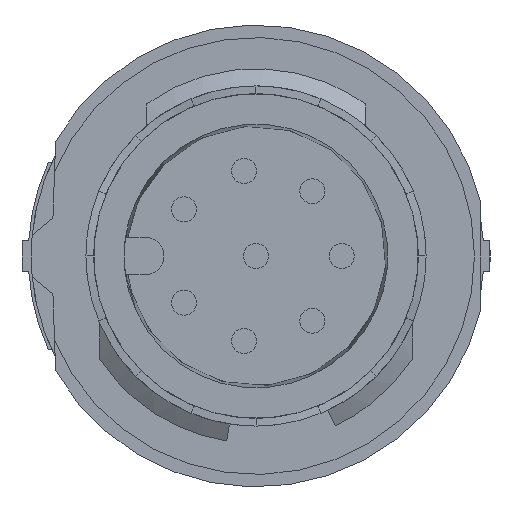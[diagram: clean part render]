
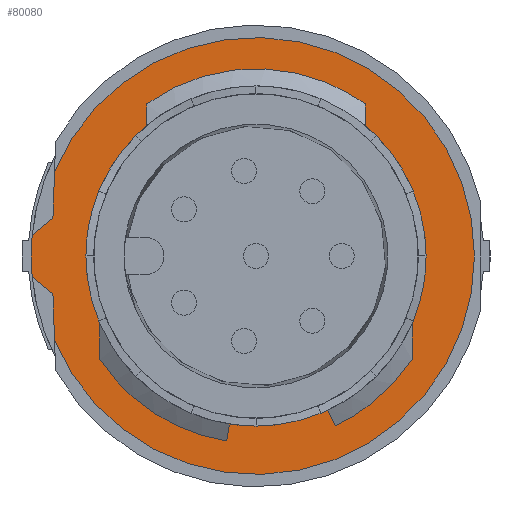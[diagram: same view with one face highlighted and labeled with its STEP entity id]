
A CAD part, left-side view. The second image highlights one B-rep face of the part: STEP entity #80080.
In plain terms, the highlighted planar face has unit normal (-1, 0, 0).
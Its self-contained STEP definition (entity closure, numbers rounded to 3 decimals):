
#76940=CARTESIAN_POINT('',(-37.678,7.2,
0.));
#76950=VERTEX_POINT('',#76940);
#76980=CARTESIAN_POINT('',(-37.678,0.,
0.));
#76990=DIRECTION('',(1.,0.,0.));
#77000=DIRECTION('',(0.,1.,0.));
#77010=AXIS2_PLACEMENT_3D('',#76980,#76990,#77000);
#77020=CIRCLE('',#77010,7.2);
#77030=CARTESIAN_POINT('',(-37.678,7.168,
-0.675));
#77040=VERTEX_POINT('',#77030);
#77050=EDGE_CURVE('',#77040,#76950,#77020,.T.);
#77940=CARTESIAN_POINT('',(-37.678,-6.975,
-12.128));
#77950=DIRECTION('',(0.,0.777,
0.629));
#77960=VECTOR('',#77950,1.);
#77970=LINE('',#77940,#77960);
#77980=CARTESIAN_POINT('',(-37.678,6.507,
-1.21));
#77990=VERTEX_POINT('',#77980);
#78000=EDGE_CURVE('',#77990,#77040,#77970,.T.);
#78270=CARTESIAN_POINT('',(-37.678,6.55,
0.));
#78280=DIRECTION('',(0.,0.035,
0.999));
#78290=VECTOR('',#78280,1.);
#78300=LINE('',#78270,#78290);
#78310=CARTESIAN_POINT('',(-37.678,6.455,
-2.708));
#78320=VERTEX_POINT('',#78310);
#78330=EDGE_CURVE('',#78320,#77990,#78300,.T.);
#79380=CARTESIAN_POINT('',(-37.678,0.,
0.));
#79390=DIRECTION('',(-1.,0.,0.));
#79400=DIRECTION('',(0.,0.,-1.));
#79410=AXIS2_PLACEMENT_3D('',#79380,#79390,#79400);
#79420=CIRCLE('',#79410,7.);
#79430=CARTESIAN_POINT('',(-37.678,6.455,
2.708));
#79440=VERTEX_POINT('',#79430);
#79450=EDGE_CURVE('',#78320,#79440,#79420,.T.);
#79640=CARTESIAN_POINT('',(-37.678,-6.225,
0.));
#79650=DIRECTION('',(-1.,0.,0.));
#79660=DIRECTION('',(0.,0.,-1.));
#79670=AXIS2_PLACEMENT_3D('',#79640,#79650,#79660);
#79680=PLANE('',#79670);
#79690=CARTESIAN_POINT('',(-37.678,0.,
0.));
#79700=DIRECTION('',(1.,0.,0.));
#79710=DIRECTION('',(0.,0.966,
0.259));
#79720=AXIS2_PLACEMENT_3D('',#79690,#79700,#79710);
#79730=CIRCLE('',#79720,5.45);
#79740=CARTESIAN_POINT('',(-37.678,5.264,
1.411));
#79750=VERTEX_POINT('',#79740);
#79760=CARTESIAN_POINT('',(-37.678,-5.264,
-1.411));
#79770=VERTEX_POINT('',#79760);
#79780=EDGE_CURVE('',#79750,#79770,#79730,.T.);
#79790=ORIENTED_EDGE('',*,*,#79780,.T.);
#79800=EDGE_CURVE('',#79770,#79750,#79730,.T.);
#79810=ORIENTED_EDGE('',*,*,#79800,.T.);
#79820=EDGE_LOOP('',(#79810,#79790));
#79830=FACE_BOUND('',#79820,.T.);
#79840=CARTESIAN_POINT('',(-37.678,-6.975,
12.128));
#79850=DIRECTION('',(0.,-0.777,
0.629));
#79860=VECTOR('',#79850,1.);
#79870=LINE('',#79840,#79860);
#79880=CARTESIAN_POINT('',(-37.678,7.168,
0.675));
#79890=VERTEX_POINT('',#79880);
#79900=CARTESIAN_POINT('',(-37.678,6.507,
1.21));
#79910=VERTEX_POINT('',#79900);
#79920=EDGE_CURVE('',#79890,#79910,#79870,.T.);
#79930=ORIENTED_EDGE('',*,*,#79920,.F.);
#79940=CARTESIAN_POINT('',(-37.678,6.55,
0.));
#79950=DIRECTION('',(0.,-0.035,
0.999));
#79960=VECTOR('',#79950,1.);
#79970=LINE('',#79940,#79960);
#79980=EDGE_CURVE('',#79910,#79440,#79970,.T.);
#79990=ORIENTED_EDGE('',*,*,#79980,.F.);
#80000=ORIENTED_EDGE('',*,*,#79450,.T.);
#80010=ORIENTED_EDGE('',*,*,#78330,.F.);
#80020=ORIENTED_EDGE('',*,*,#78000,.F.);
#80030=ORIENTED_EDGE('',*,*,#77050,.F.);
#80040=EDGE_CURVE('',#76950,#79890,#77020,.T.);
#80050=ORIENTED_EDGE('',*,*,#80040,.F.);
#80060=EDGE_LOOP('',(#80050,#80030,#80020,#80010,#80000,#79990,#79930));
#80070=FACE_OUTER_BOUND('',#80060,.T.);
#80080=ADVANCED_FACE('',(#79830,#80070),#79680,.T.);
